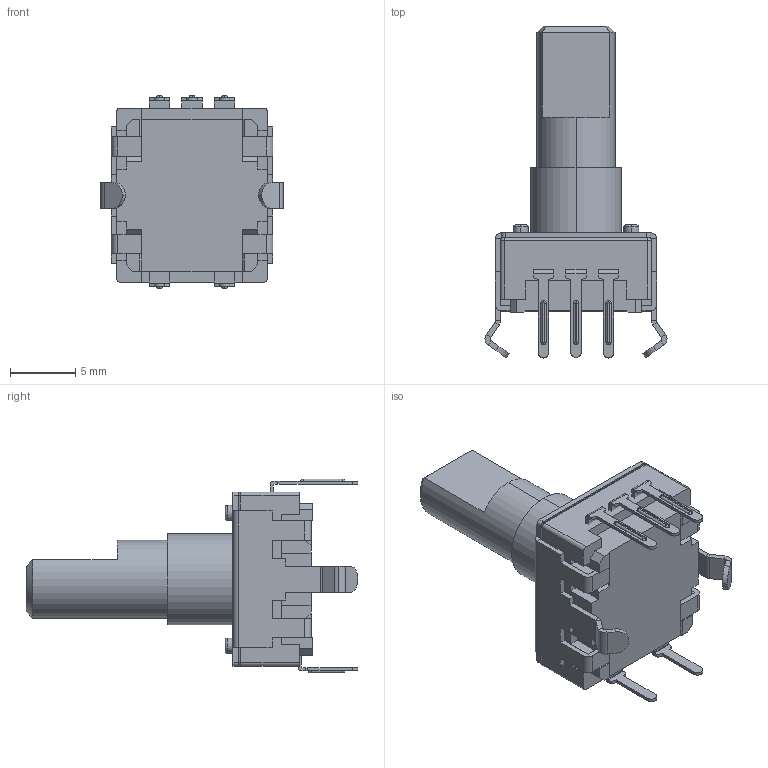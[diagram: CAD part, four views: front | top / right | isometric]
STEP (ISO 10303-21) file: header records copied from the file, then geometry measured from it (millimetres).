
FILE_DESCRIPTION (( 'STEP AP214' ), '1' );
FILE_NAME ('PEC12R-4122F-S0012.STEP', '2025-04-09T15:47:43', ( 'LENOVO' ), ( '' ), 'SwSTEP 2.0', 'SolidWorks 2021', '' );
FILE_SCHEMA (( 'AUTOMOTIVE_DESIGN' ));
Length unit declared in the file: millimetre
Products named in the file (1): PEC12R-4122F-S0012
Bounding box: 14 x 25.5 x 14.9 mm (x, y, z)
Volume: 1397.7 mm3; surface area: 1951.4 mm2
Topology: 13 solids, 13 shells, 353 faces, 884 edges, 563 vertices
Faces by surface type: plane 246, cylinder 73, torus 32, cone 2
Entity records: 10570 total; most frequent: DIRECTION 1810, CARTESIAN_POINT 1807, ORIENTED_EDGE 1768, EDGE_CURVE 884, VECTOR 662, LINE 662, AXIS2_PLACEMENT_3D 574, VERTEX_POINT 563
